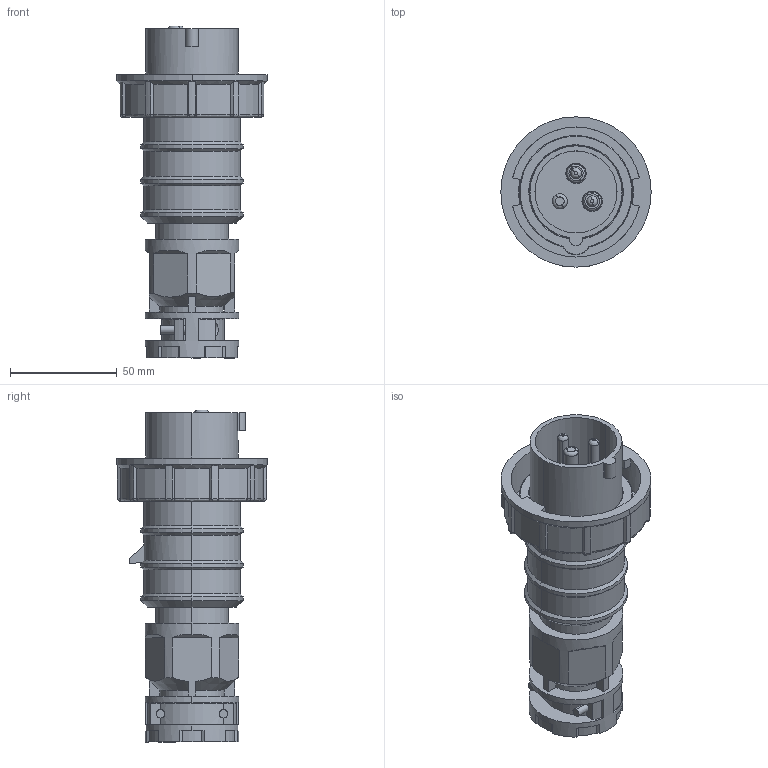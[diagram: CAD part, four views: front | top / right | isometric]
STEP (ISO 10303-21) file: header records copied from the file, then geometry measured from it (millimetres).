
FILE_DESCRIPTION (( 'STEP AP203' ), '1' );
FILE_NAME ('BRY320P4W.step', '2022-08-17T20:06:33', ( '' ), ( '' ), 'SwSTEP 2.0', 'SolidWorks 2021', '' );
FILE_SCHEMA (( 'CONFIG_CONTROL_DESIGN' ));
Length unit declared in the file: millimetre
Products named in the file (1): BRY320P4W
Bounding box: 70.5 x 70.5 x 155.75 mm (x, y, z)
Volume: 191787.3 mm3; surface area: 63659.2 mm2
Topology: 11 solids, 11 shells, 409 faces, 1065 edges, 681 vertices
Faces by surface type: plane 194, cylinder 130, torus 51, cone 24, bspline 10
Entity records: 15504 total; most frequent: CARTESIAN_POINT 6147, ORIENTED_EDGE 2130, DIRECTION 1639, EDGE_CURVE 1065, VERTEX_POINT 681, AXIS2_PLACEMENT_3D 630, B_SPLINE_CURVE_WITH_KNOTS 437, EDGE_LOOP 436
